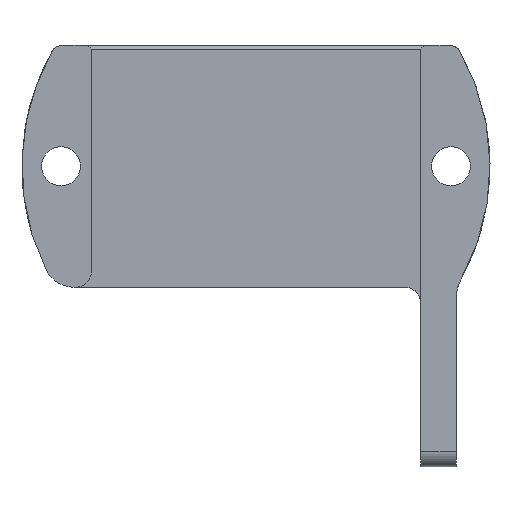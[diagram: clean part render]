
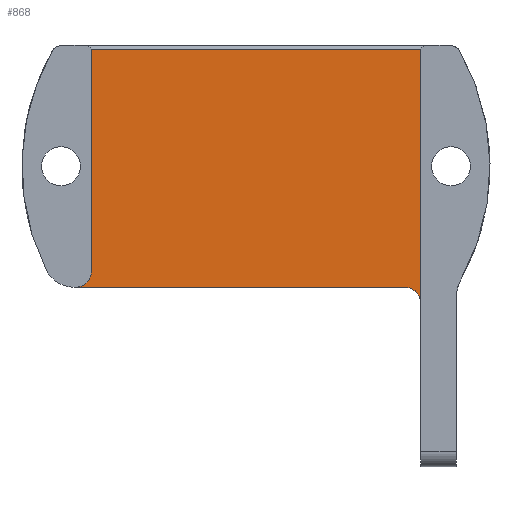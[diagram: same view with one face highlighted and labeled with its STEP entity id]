
A CAD part, front view. The second image highlights one B-rep face of the part: STEP entity #868.
In plain terms, the highlighted planar face has unit normal (0, -1, 0).
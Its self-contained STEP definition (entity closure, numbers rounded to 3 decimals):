
#75=CIRCLE('',#926,2.);
#85=CIRCLE('',#952,2.);
#171=FACE_OUTER_BOUND('',#227,.T.);
#227=EDGE_LOOP('',(#798,#799,#800,#801,#802,#803));
#236=LINE('',#1169,#293);
#246=LINE('',#1229,#303);
#267=LINE('',#1575,#324);
#284=LINE('',#1905,#341);
#293=VECTOR('',#972,10.);
#303=VECTOR('',#996,10.);
#324=VECTOR('',#1063,10.);
#341=VECTOR('',#1144,10.);
#345=VERTEX_POINT('',#1156);
#346=VERTEX_POINT('',#1160);
#366=VERTEX_POINT('',#1228);
#400=VERTEX_POINT('',#1572);
#401=VERTEX_POINT('',#1574);
#422=VERTEX_POINT('',#1901);
#431=EDGE_CURVE('',#345,#346,#236,.T.);
#451=EDGE_CURVE('',#366,#346,#246,.T.);
#502=EDGE_CURVE('',#400,#401,#267,.T.);
#509=EDGE_CURVE('',#366,#400,#75,.T.);
#547=EDGE_CURVE('',#401,#422,#85,.F.);
#549=EDGE_CURVE('',#345,#422,#284,.T.);
#798=ORIENTED_EDGE('',*,*,#431,.F.);
#799=ORIENTED_EDGE('',*,*,#549,.T.);
#800=ORIENTED_EDGE('',*,*,#547,.F.);
#801=ORIENTED_EDGE('',*,*,#502,.F.);
#802=ORIENTED_EDGE('',*,*,#509,.F.);
#803=ORIENTED_EDGE('',*,*,#451,.T.);
#820=PLANE('',#955);
#868=ADVANCED_FACE('',(#171),#820,.F.);
#926=AXIS2_PLACEMENT_3D('',#1618,#1074,#1075);
#952=AXIS2_PLACEMENT_3D('',#1902,#1139,#1140);
#955=AXIS2_PLACEMENT_3D('',#1907,#1147,#1148);
#972=DIRECTION('',(1.,0.,0.));
#996=DIRECTION('',(0.,0.,1.));
#1063=DIRECTION('',(-1.,0.,0.));
#1074=DIRECTION('center_axis',(0.,-1.,0.));
#1075=DIRECTION('ref_axis',(0.707,0.,0.707));
#1139=DIRECTION('center_axis',(0.,1.,0.));
#1140=DIRECTION('ref_axis',(0.707,0.,-0.707));
#1144=DIRECTION('',(0.,0.,-1.));
#1147=DIRECTION('center_axis',(0.,1.,0.));
#1148=DIRECTION('ref_axis',(0.,0.,1.));
#1156=CARTESIAN_POINT('',(-21.1,32.,15.));
#1160=CARTESIAN_POINT('',(21.1,32.,15.));
#1169=CARTESIAN_POINT('',(-12.843,32.,15.));
#1228=CARTESIAN_POINT('',(21.1,32.,-17.5));
#1229=CARTESIAN_POINT('',(21.1,32.,-15.5));
#1572=CARTESIAN_POINT('',(19.1,32.,-15.5));
#1574=CARTESIAN_POINT('',(-23.1,32.,-15.5));
#1575=CARTESIAN_POINT('',(25.686,32.,-15.5));
#1618=CARTESIAN_POINT('Origin',(19.1,32.,-17.5));
#1901=CARTESIAN_POINT('',(-21.1,32.,-13.5));
#1902=CARTESIAN_POINT('Origin',(-23.1,32.,-13.5));
#1905=CARTESIAN_POINT('',(-21.1,32.,15.5));
#1907=CARTESIAN_POINT('Origin',(0.,32.,0.));
